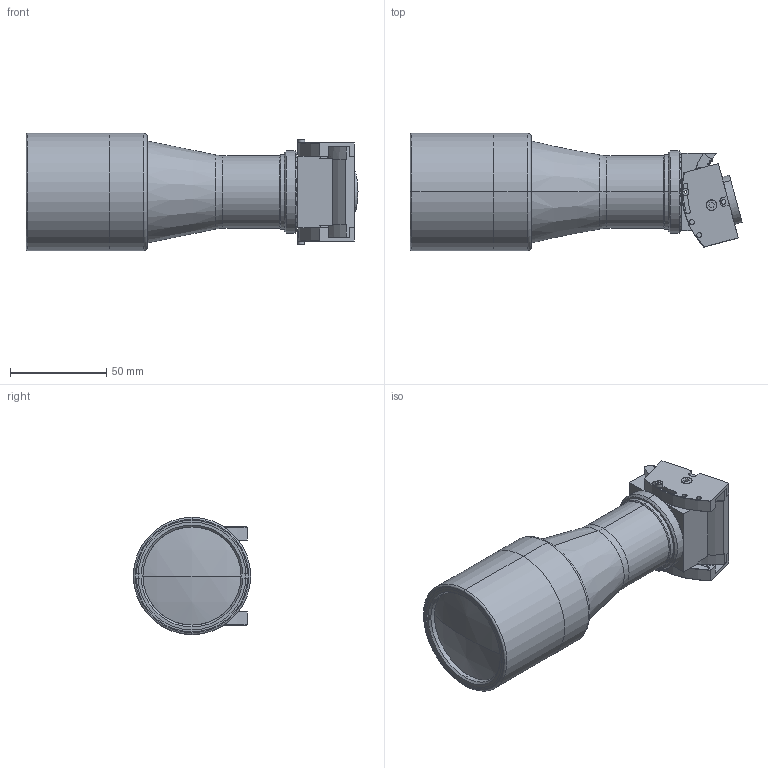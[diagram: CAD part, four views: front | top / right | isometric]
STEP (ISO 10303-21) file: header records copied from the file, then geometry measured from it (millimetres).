
FILE_DESCRIPTION (( 'STEP AP214' ), '1' );
FILE_NAME ('TCSM036.STEP', '2015-10-08T10:35:19', ( '' ), ( '' ), 'SwSTEP 2.0', 'SolidWorks 2013', '' );
FILE_SCHEMA (( 'AUTOMOTIVE_DESIGN' ));
Length unit declared in the file: millimetre
Products named in the file (1): TCSM036
Bounding box: 172.66 x 61 x 61 mm (x, y, z)
Surface area: 51281.9 mm2 (no closed solid volume)
Topology: 0 solids, 23 shells, 301 faces, 1030 edges, 749 vertices
Faces by surface type: cylinder 145, plane 114, cone 25, torus 12, bspline 3, sphere 2
Entity records: 15441 total; most frequent: CARTESIAN_POINT 3008, DIRECTION 2021, ORIENTED_EDGE 1661, EDGE_CURVE 1030, AXIS2_PLACEMENT_3D 767, VERTEX_POINT 749, VECTOR 487, LINE 487
